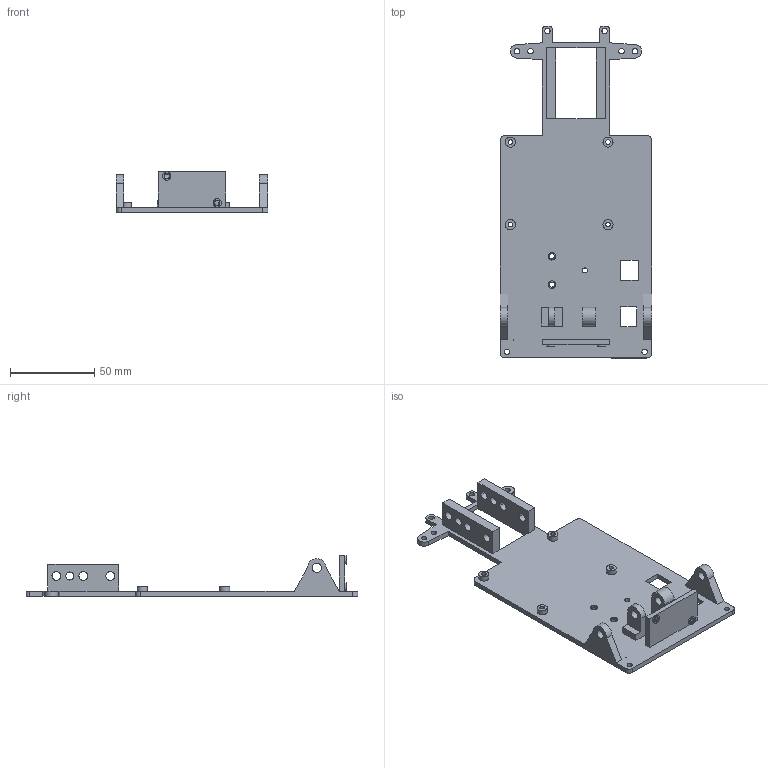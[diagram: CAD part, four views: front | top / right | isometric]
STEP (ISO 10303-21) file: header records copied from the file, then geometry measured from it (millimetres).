
FILE_DESCRIPTION(/* description */ (''),/* implementation_level */ '2;1');
FILE_NAME(/* name */ 'Lower Base.step',/* time_stamp */ '2025-08-28T15:53:28+07:00',/* author */ (''),/* organization */ (''),/* preprocessor_version */ 'ST-DEVELOPER v20.1',/* originating_system */ 'Autodesk Translation Framework v14.10.0.0',/* authorisation */ '');
FILE_SCHEMA (('AUTOMOTIVE_DESIGN { 1 0 10303 214 3 1 1 }'));
Length unit declared in the file: millimetre
Products named in the file (1): Lower Chassis
Bounding box: 90 x 197 x 24 mm (x, y, z)
Volume: 53860.6 mm3; surface area: 37910.3 mm2
Topology: 1 solids, 1 shells, 137 faces, 364 edges, 240 vertices
Faces by surface type: plane 80, cylinder 57
Full cylindrical faces by diameter (mm): 2.7 x4, 3 x3, 3.2 x10, 3.5 x2, 4.4 x2, 4.8 x2, 5 x1, 5.2 x3, 5.35 x4, 6 x4
Entity records: 4430 total; most frequent: DIRECTION 756, CARTESIAN_POINT 743, ORIENTED_EDGE 730, EDGE_CURVE 365, AXIS2_PLACEMENT_3D 253, LINE 250, VECTOR 250, VERTEX_POINT 240
